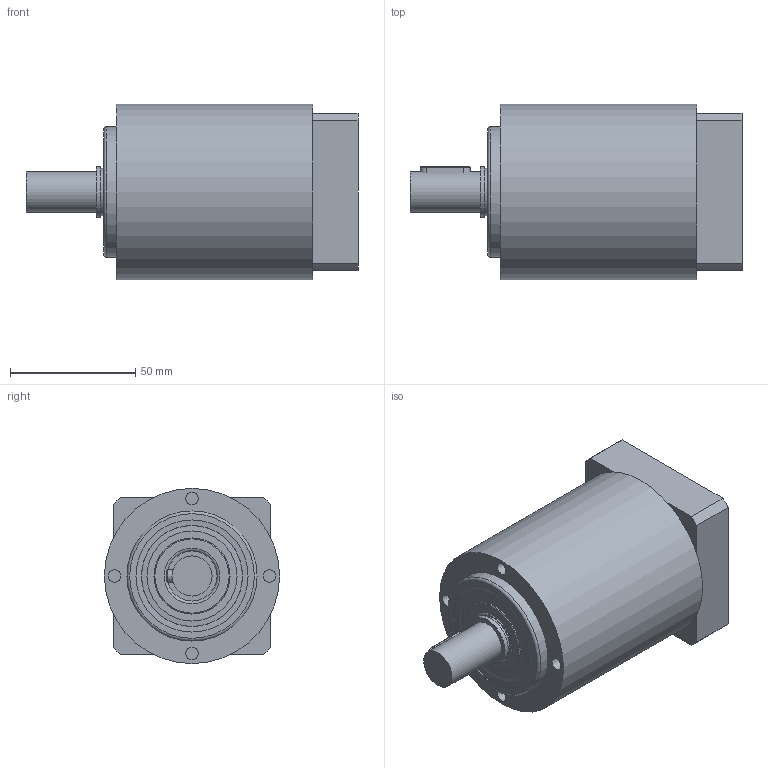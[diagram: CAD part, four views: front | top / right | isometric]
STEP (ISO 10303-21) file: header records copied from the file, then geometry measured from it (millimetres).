
FILE_DESCRIPTION(/* description */ (''),/* implementation_level */ '2;1');
FILE_NAME(/* name */ 'E0001806LC030309141432_step214.stp',/* time_stamp */ '2009-03-03T14:22:52+01:00',/* author */ (''),/* organization */ (''),/* preprocessor_version */ 'ST-DEVELOPER v11',/* originating_system */ 'UGS - NX 5.0',/* authorisation */ '');
FILE_SCHEMA (('AUTOMOTIVE_DESIGN { 1 0 10303 214 0 1 1 1 }'));
Length unit declared in the file: millimetre
Products named in the file (1): E0001806LC030309141432_M
Bounding box: 132.7 x 70 x 70 mm (x, y, z)
Volume: 435296.8 mm3; surface area: 72189.8 mm2
Topology: 11 solids, 11 shells, 139 faces, 287 edges, 182 vertices
Faces by surface type: plane 52, cylinder 52, cone 25, torus 10
Full cylindrical faces by diameter (mm): 3.432 x5, 4.351 x4, 4.5 x1, 5 x4, 7.5 x1, 9.75 x1, 11 x1, 15 x1, 16 x1, 19 x1, 20 x3, 27.2 x2, 30.4 x2, 35.5 x1, 42.1 x2, 44.8 x4, 50 x1, 52 x1, 55 x1, 60 x2, 70 x1
Entity records: 3376 total; most frequent: CARTESIAN_POINT 604, DIRECTION 594, ORIENTED_EDGE 398, AXIS2_PLACEMENT_3D 264, EDGE_LOOP 235, EDGE_CURVE 199, FACE_BOUND 196, VERTEX_POINT 170
